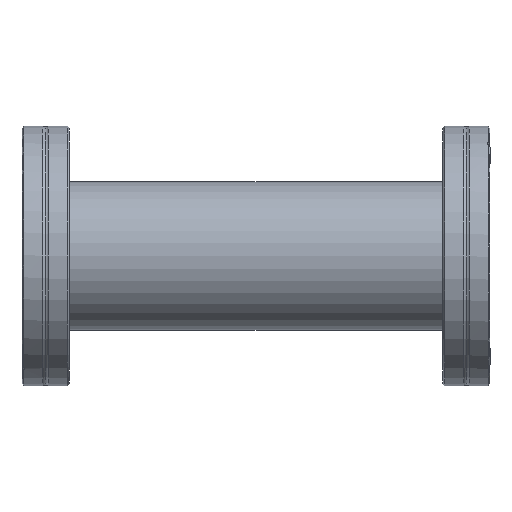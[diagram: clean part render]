
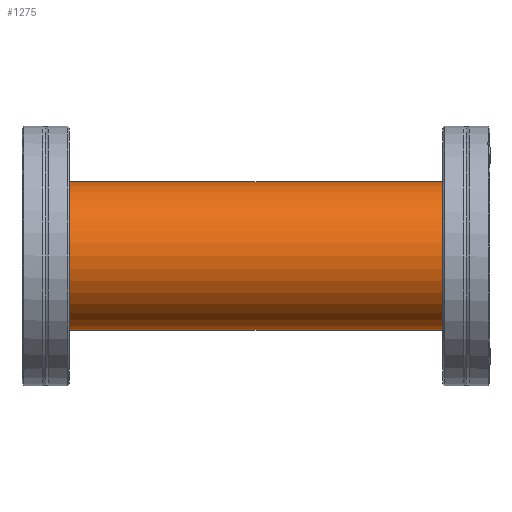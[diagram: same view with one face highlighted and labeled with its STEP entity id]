
A CAD part, front view. The second image highlights one B-rep face of the part: STEP entity #1275.
In plain terms, the highlighted cylindrical face has radius 20 mm (diameter 40 mm), a partial arc.
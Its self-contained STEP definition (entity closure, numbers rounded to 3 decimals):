
#88 = LINE ( 'NONE', #1958, #3107 ) ;
#302 = DIRECTION ( 'NONE',  ( 0., 0., -1. ) ) ;
#438 = DIRECTION ( 'NONE',  ( -1., 0., 0. ) ) ;
#463 = CARTESIAN_POINT ( 'NONE',  ( 116.4, 0., 0. ) ) ;
#844 = AXIS2_PLACEMENT_3D ( 'NONE', #1801, #885, #1204 ) ;
#845 = AXIS2_PLACEMENT_3D ( 'NONE', #463, #438, #302 ) ;
#885 = DIRECTION ( 'NONE',  ( -1., 0., 0. ) ) ;
#1078 = CIRCLE ( 'NONE', #844, 20. ) ;
#1122 = CARTESIAN_POINT ( 'NONE',  ( 125., 0., 20. ) ) ;
#1204 = DIRECTION ( 'NONE',  ( 0., 0., 1. ) ) ;
#1275 = ADVANCED_FACE ( 'NONE', ( #1872 ), #2081, .T. ) ;
#1526 = AXIS2_PLACEMENT_3D ( 'NONE', #2684, #2303, #2495 ) ;
#1706 = EDGE_LOOP ( 'NONE', ( #3640, #3642, #3664, #3716 ) ) ;
#1782 = DIRECTION ( 'NONE',  ( -1., 0., 0. ) ) ;
#1801 = CARTESIAN_POINT ( 'NONE',  ( 0., 0., 0. ) ) ;
#1872 = FACE_OUTER_BOUND ( 'NONE', #1706, .T. ) ;
#1958 = CARTESIAN_POINT ( 'NONE',  ( 125., 0., -20. ) ) ;
#2048 = VERTEX_POINT ( 'NONE', #4481 ) ;
#2065 = DIRECTION ( 'NONE',  ( -1., 0., 0. ) ) ;
#2081 = CYLINDRICAL_SURFACE ( 'NONE', #1526, 20. ) ;
#2191 = EDGE_CURVE ( 'NONE', #3444, #2048, #88, .T. ) ;
#2195 = EDGE_CURVE ( 'NONE', #4459, #4057, #3853, .T. ) ;
#2201 = EDGE_CURVE ( 'NONE', #3444, #4459, #2246, .T. ) ;
#2202 = EDGE_CURVE ( 'NONE', #2048, #4057, #1078, .T. ) ;
#2240 = CARTESIAN_POINT ( 'NONE',  ( 116.4, 0., -20. ) ) ;
#2246 = CIRCLE ( 'NONE', #845, 20. ) ;
#2303 = DIRECTION ( 'NONE',  ( -1., 0., 0. ) ) ;
#2495 = DIRECTION ( 'NONE',  ( 0., 0., 1. ) ) ;
#2684 = CARTESIAN_POINT ( 'NONE',  ( 125., 0., 0. ) ) ;
#3107 = VECTOR ( 'NONE', #1782, 1000. ) ;
#3318 = CARTESIAN_POINT ( 'NONE',  ( 0., 0., 20. ) ) ;
#3444 = VERTEX_POINT ( 'NONE', #2240 ) ;
#3640 = ORIENTED_EDGE ( 'NONE', *, *, #2191, .F. ) ;
#3642 = ORIENTED_EDGE ( 'NONE', *, *, #2201, .T. ) ;
#3664 = ORIENTED_EDGE ( 'NONE', *, *, #2195, .T. ) ;
#3716 = ORIENTED_EDGE ( 'NONE', *, *, #2202, .F. ) ;
#3853 = LINE ( 'NONE', #1122, #4515 ) ;
#4057 = VERTEX_POINT ( 'NONE', #3318 ) ;
#4162 = CARTESIAN_POINT ( 'NONE',  ( 116.4, 0., 20. ) ) ;
#4459 = VERTEX_POINT ( 'NONE', #4162 ) ;
#4481 = CARTESIAN_POINT ( 'NONE',  ( 0., 0., -20. ) ) ;
#4515 = VECTOR ( 'NONE', #2065, 1000. ) ;
